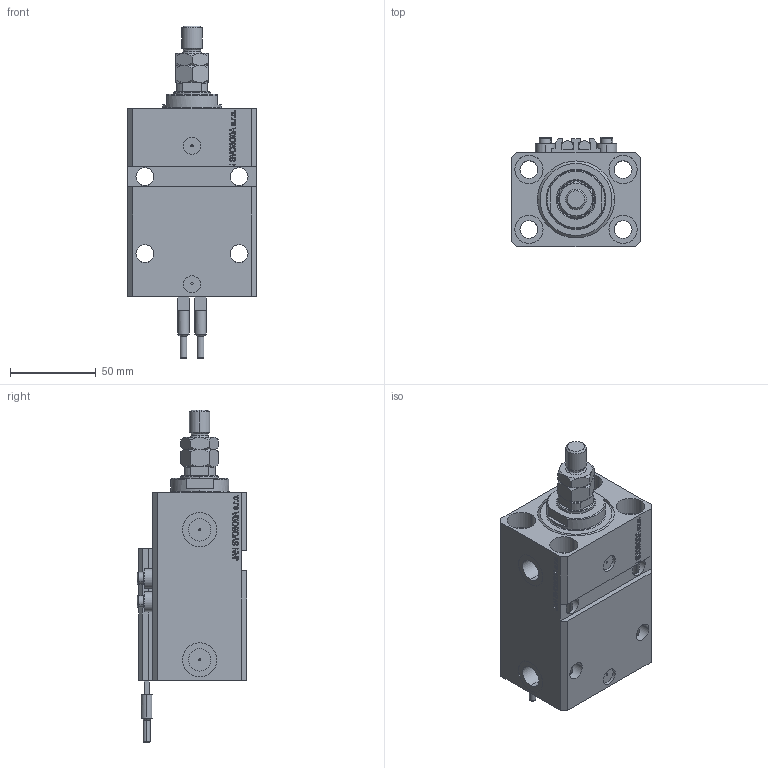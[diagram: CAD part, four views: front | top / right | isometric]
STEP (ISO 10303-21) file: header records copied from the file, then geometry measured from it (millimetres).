
FILE_DESCRIPTION (( 'STEP AP203' ), '1' );
FILE_NAME ('032a.STEP', '2023-10-07T15:16:15', ( '' ), ( '' ), 'SwSTEP 2.0', 'SolidWorks 2019', '' );
FILE_SCHEMA (( 'CONFIG_CONTROL_DESIGN' ));
Length unit declared in the file: millimetre
Products named in the file (7): 032a; V250CE_E_Body 9244a087173b1cec5532fbbb0ff390b4; MTA 9244a087173b1cec5532fbbb0ff390b4; V250CE_C_VCP 9244a087173b1cec5532fbbb0ff390b4; ALLEN BOLT V250CE 9244a087173b1cec5532fbbb0ff390b4; SWITCH_V250CE 9244a087173b1cec5532fbbb0ff390b4; V250CE_VC_E 9244a087173b1cec5532fbbb0ff390b4
Assembly tree (10 placements, depth 2):
  032a
    V250CE_E_Body 9244a087173b1cec5532fbbb0ff390b4
    ALLEN BOLT V250CE 9244a087173b1cec5532fbbb0ff390b4  x4
    V250CE_C_VCP 9244a087173b1cec5532fbbb0ff390b4
    V250CE_VC_E 9244a087173b1cec5532fbbb0ff390b4
    MTA 9244a087173b1cec5532fbbb0ff390b4
    SWITCH_V250CE 9244a087173b1cec5532fbbb0ff390b4  x2
Bounding box: 75 x 64 x 194 mm (x, y, z)
Volume: 391885.7 mm3; surface area: 100709.9 mm2
Topology: 11 solids, 11 shells, 1185 faces, 2914 edges, 1857 vertices
Faces by surface type: plane 561, bspline 354, cylinder 162, cone 88, torus 20
Entity records: 49732 total; most frequent: CARTESIAN_POINT 25462, ORIENTED_EDGE 5410, DIRECTION 3667, EDGE_CURVE 2705, VERTEX_POINT 1743, LINE 1591, VECTOR 1591, EDGE_LOOP 1220
